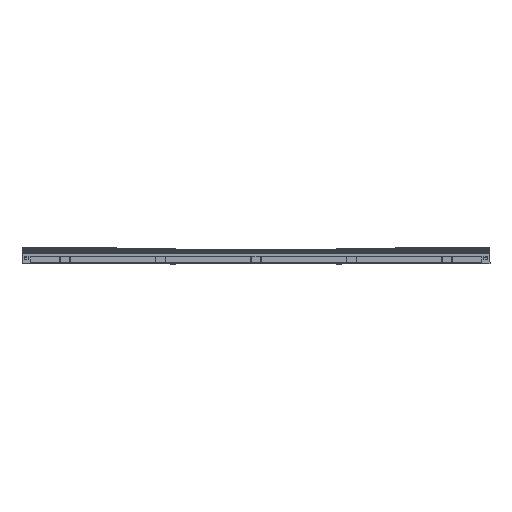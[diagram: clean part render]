
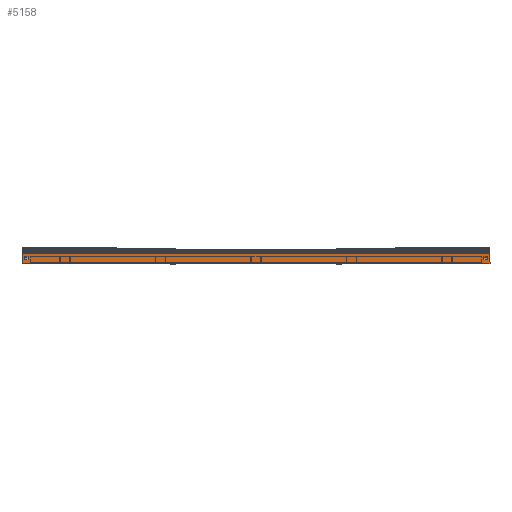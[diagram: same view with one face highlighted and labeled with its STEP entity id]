
A CAD part, top view. The second image highlights one B-rep face of the part: STEP entity #5158.
In plain terms, the highlighted face is planar.
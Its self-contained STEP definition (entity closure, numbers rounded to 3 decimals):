
#77 = VERTEX_POINT ( 'NONE', #6573 ) ;
#92 = CARTESIAN_POINT ( 'NONE',  ( 0., 2.2, -808. ) ) ;
#161 = ORIENTED_EDGE ( 'NONE', *, *, #2410, .T. ) ;
#173 = LINE ( 'NONE', #7396, #717 ) ;
#717 = VECTOR ( 'NONE', #8925, 1000. ) ;
#883 = VERTEX_POINT ( 'NONE', #8744 ) ;
#957 = CARTESIAN_POINT ( 'NONE',  ( 0., 2.2, -817. ) ) ;
#1035 = VERTEX_POINT ( 'NONE', #10822 ) ;
#1102 = CARTESIAN_POINT ( 'NONE',  ( 0., 12.5, 796. ) ) ;
#1244 = LINE ( 'NONE', #7220, #2595 ) ;
#1637 = DIRECTION ( 'NONE',  ( 0., -1., 0. ) ) ;
#1674 = CARTESIAN_POINT ( 'NONE',  ( 0., 2.2, 817. ) ) ;
#1827 = EDGE_CURVE ( 'NONE', #4443, #4953, #5085, .T. ) ;
#1896 = CARTESIAN_POINT ( 'NONE',  ( 0., 2.2, -817. ) ) ;
#2075 = EDGE_CURVE ( 'NONE', #7262, #10322, #10411, .T. ) ;
#2096 = EDGE_LOOP ( 'NONE', ( #161, #9079, #3295, #3107, #9565, #6618, #10783, #6183 ) ) ;
#2165 = CARTESIAN_POINT ( 'NONE',  ( 0., 24.5, -796. ) ) ;
#2262 = CARTESIAN_POINT ( 'NONE',  ( 0., 0., -817. ) ) ;
#2274 = VERTEX_POINT ( 'NONE', #6150 ) ;
#2394 = EDGE_CURVE ( 'NONE', #883, #4443, #4659, .T. ) ;
#2410 = EDGE_CURVE ( 'NONE', #3459, #77, #4394, .T. ) ;
#2447 = ORIENTED_EDGE ( 'NONE', *, *, #10467, .T. ) ;
#2500 = CARTESIAN_POINT ( 'NONE',  ( 0., 0., 817. ) ) ;
#2595 = VECTOR ( 'NONE', #8059, 1000. ) ;
#2695 = DIRECTION ( 'NONE',  ( 0., 0., 1. ) ) ;
#2708 = LINE ( 'NONE', #92, #7541 ) ;
#2763 = ORIENTED_EDGE ( 'NONE', *, *, #10959, .T. ) ;
#2905 = DIRECTION ( 'NONE',  ( 0., -1., 0. ) ) ;
#2931 = CARTESIAN_POINT ( 'NONE',  ( 0., 2.2, -817. ) ) ;
#3016 = LINE ( 'NONE', #9359, #9308 ) ;
#3062 = EDGE_CURVE ( 'NONE', #4892, #8314, #8751, .T. ) ;
#3107 = ORIENTED_EDGE ( 'NONE', *, *, #10937, .F. ) ;
#3112 = DIRECTION ( 'NONE',  ( 0., 0., 1. ) ) ;
#3295 = ORIENTED_EDGE ( 'NONE', *, *, #3847, .F. ) ;
#3427 = VECTOR ( 'NONE', #4734, 1000. ) ;
#3459 = VERTEX_POINT ( 'NONE', #3764 ) ;
#3607 = EDGE_LOOP ( 'NONE', ( #6736, #6943, #8139, #2763 ) ) ;
#3613 = CARTESIAN_POINT ( 'NONE',  ( 0., 35.525, -817. ) ) ;
#3764 = CARTESIAN_POINT ( 'NONE',  ( 0., 2.2, 817. ) ) ;
#3847 = EDGE_CURVE ( 'NONE', #2274, #1035, #4345, .T. ) ;
#3856 = CARTESIAN_POINT ( 'NONE',  ( 0., 2.2, 796. ) ) ;
#4039 = CARTESIAN_POINT ( 'NONE',  ( 0., 0., -817. ) ) ;
#4053 = EDGE_CURVE ( 'NONE', #77, #1035, #5684, .T. ) ;
#4195 = FACE_OUTER_BOUND ( 'NONE', #2096, .T. ) ;
#4207 = VECTOR ( 'NONE', #2695, 1000. ) ;
#4306 = EDGE_CURVE ( 'NONE', #4393, #9711, #2708, .T. ) ;
#4345 = LINE ( 'NONE', #3613, #4207 ) ;
#4393 = VERTEX_POINT ( 'NONE', #6360 ) ;
#4394 = LINE ( 'NONE', #10471, #6400 ) ;
#4405 = EDGE_CURVE ( 'NONE', #8065, #883, #7271, .T. ) ;
#4443 = VERTEX_POINT ( 'NONE', #1102 ) ;
#4659 = LINE ( 'NONE', #7261, #10260 ) ;
#4734 = DIRECTION ( 'NONE',  ( 0., 1., 0. ) ) ;
#4845 = DIRECTION ( 'NONE',  ( 0., -1., 0. ) ) ;
#4854 = EDGE_CURVE ( 'NONE', #7262, #9711, #8317, .T. ) ;
#4892 = VERTEX_POINT ( 'NONE', #1896 ) ;
#4953 = VERTEX_POINT ( 'NONE', #6353 ) ;
#4959 = LINE ( 'NONE', #1674, #7763 ) ;
#5005 = VECTOR ( 'NONE', #2905, 1000. ) ;
#5085 = LINE ( 'NONE', #3856, #7104 ) ;
#5098 = CARTESIAN_POINT ( 'NONE',  ( 0., 2.2, -796. ) ) ;
#5131 = DIRECTION ( 'NONE',  ( 0., 0., -1. ) ) ;
#5158 = ADVANCED_FACE ( 'NONE', ( #4195, #10853, #10987 ), #9414, .F. ) ;
#5431 = CARTESIAN_POINT ( 'NONE',  ( 0., 24.5, -808. ) ) ;
#5458 = LINE ( 'NONE', #2262, #7056 ) ;
#5485 = DIRECTION ( 'NONE',  ( 0., 0., -1. ) ) ;
#5624 = DIRECTION ( 'NONE',  ( 0., 1., 0. ) ) ;
#5684 = LINE ( 'NONE', #9845, #9792 ) ;
#5855 = DIRECTION ( 'NONE',  ( 0., -1., 0. ) ) ;
#5913 = CARTESIAN_POINT ( 'NONE',  ( 0., 24.5, -808. ) ) ;
#5936 = DIRECTION ( 'NONE',  ( 0., 0., 1. ) ) ;
#6150 = CARTESIAN_POINT ( 'NONE',  ( 0., 35.525, -817. ) ) ;
#6183 = ORIENTED_EDGE ( 'NONE', *, *, #8734, .F. ) ;
#6298 = DIRECTION ( 'NONE',  ( 0., 1., 0. ) ) ;
#6341 = EDGE_CURVE ( 'NONE', #8804, #6531, #6402, .T. ) ;
#6353 = CARTESIAN_POINT ( 'NONE',  ( 0., 24.5, 796. ) ) ;
#6360 = CARTESIAN_POINT ( 'NONE',  ( 0., 12.5, -808. ) ) ;
#6400 = VECTOR ( 'NONE', #6298, 1000. ) ;
#6402 = LINE ( 'NONE', #4039, #10644 ) ;
#6528 = ORIENTED_EDGE ( 'NONE', *, *, #4405, .T. ) ;
#6531 = VERTEX_POINT ( 'NONE', #2500 ) ;
#6573 = CARTESIAN_POINT ( 'NONE',  ( 0., 34.499, 817. ) ) ;
#6618 = ORIENTED_EDGE ( 'NONE', *, *, #10405, .T. ) ;
#6736 = ORIENTED_EDGE ( 'NONE', *, *, #4306, .T. ) ;
#6926 = ORIENTED_EDGE ( 'NONE', *, *, #2394, .T. ) ;
#6943 = ORIENTED_EDGE ( 'NONE', *, *, #4854, .F. ) ;
#7056 = VECTOR ( 'NONE', #4845, 1000. ) ;
#7104 = VECTOR ( 'NONE', #9013, 1000. ) ;
#7220 = CARTESIAN_POINT ( 'NONE',  ( 0., 2.2, -817. ) ) ;
#7261 = CARTESIAN_POINT ( 'NONE',  ( 0., 12.5, -817. ) ) ;
#7262 = VERTEX_POINT ( 'NONE', #2165 ) ;
#7271 = LINE ( 'NONE', #8969, #5005 ) ;
#7396 = CARTESIAN_POINT ( 'NONE',  ( 0., 12.5, -817. ) ) ;
#7541 = VECTOR ( 'NONE', #7882, 1000. ) ;
#7763 = VECTOR ( 'NONE', #5855, 1000. ) ;
#7882 = DIRECTION ( 'NONE',  ( 0., 1., 0. ) ) ;
#8059 = DIRECTION ( 'NONE',  ( 0., 1., 0. ) ) ;
#8065 = VERTEX_POINT ( 'NONE', #10058 ) ;
#8068 = CARTESIAN_POINT ( 'NONE',  ( 0., 0., -817. ) ) ;
#8139 = ORIENTED_EDGE ( 'NONE', *, *, #2075, .T. ) ;
#8248 = EDGE_LOOP ( 'NONE', ( #2447, #6528, #6926, #9519 ) ) ;
#8314 = VERTEX_POINT ( 'NONE', #9536 ) ;
#8317 = LINE ( 'NONE', #5431, #9914 ) ;
#8533 = CARTESIAN_POINT ( 'NONE',  ( 0., 12.5, -796. ) ) ;
#8658 = DIRECTION ( 'NONE',  ( 1., 0., 0. ) ) ;
#8734 = EDGE_CURVE ( 'NONE', #3459, #6531, #4959, .T. ) ;
#8744 = CARTESIAN_POINT ( 'NONE',  ( 0., 12.5, 808. ) ) ;
#8751 = LINE ( 'NONE', #2931, #3427 ) ;
#8804 = VERTEX_POINT ( 'NONE', #8068 ) ;
#8834 = DIRECTION ( 'NONE',  ( 0., 0., -1. ) ) ;
#8844 = AXIS2_PLACEMENT_3D ( 'NONE', #957, #8658, #5131 ) ;
#8925 = DIRECTION ( 'NONE',  ( 0., 0., -1. ) ) ;
#8969 = CARTESIAN_POINT ( 'NONE',  ( 0., 2.2, 808. ) ) ;
#9013 = DIRECTION ( 'NONE',  ( 0., 1., 0. ) ) ;
#9079 = ORIENTED_EDGE ( 'NONE', *, *, #4053, .T. ) ;
#9233 = VECTOR ( 'NONE', #1637, 1000. ) ;
#9308 = VECTOR ( 'NONE', #5936, 1000. ) ;
#9359 = CARTESIAN_POINT ( 'NONE',  ( 0., 24.5, 808. ) ) ;
#9414 = PLANE ( 'NONE',  #8844 ) ;
#9519 = ORIENTED_EDGE ( 'NONE', *, *, #1827, .T. ) ;
#9536 = CARTESIAN_POINT ( 'NONE',  ( 0., 34.499, -817. ) ) ;
#9565 = ORIENTED_EDGE ( 'NONE', *, *, #3062, .F. ) ;
#9711 = VERTEX_POINT ( 'NONE', #5913 ) ;
#9792 = VECTOR ( 'NONE', #5624, 1000. ) ;
#9845 = CARTESIAN_POINT ( 'NONE',  ( 0., 36.184, 817. ) ) ;
#9914 = VECTOR ( 'NONE', #8834, 1000. ) ;
#10058 = CARTESIAN_POINT ( 'NONE',  ( 0., 24.5, 808. ) ) ;
#10260 = VECTOR ( 'NONE', #5485, 1000. ) ;
#10322 = VERTEX_POINT ( 'NONE', #8533 ) ;
#10405 = EDGE_CURVE ( 'NONE', #4892, #8804, #5458, .T. ) ;
#10411 = LINE ( 'NONE', #5098, #9233 ) ;
#10467 = EDGE_CURVE ( 'NONE', #4953, #8065, #3016, .T. ) ;
#10471 = CARTESIAN_POINT ( 'NONE',  ( 0., 2.2, 817. ) ) ;
#10644 = VECTOR ( 'NONE', #3112, 1000. ) ;
#10783 = ORIENTED_EDGE ( 'NONE', *, *, #6341, .T. ) ;
#10822 = CARTESIAN_POINT ( 'NONE',  ( 0., 35.525, 817. ) ) ;
#10853 = FACE_BOUND ( 'NONE', #8248, .T. ) ;
#10937 = EDGE_CURVE ( 'NONE', #8314, #2274, #1244, .T. ) ;
#10959 = EDGE_CURVE ( 'NONE', #10322, #4393, #173, .T. ) ;
#10987 = FACE_BOUND ( 'NONE', #3607, .T. ) ;
